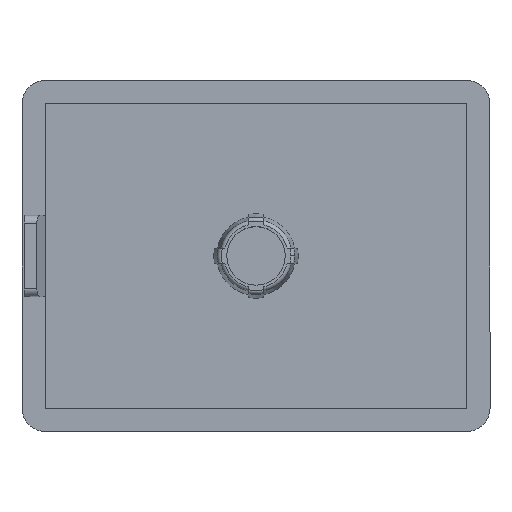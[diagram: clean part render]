
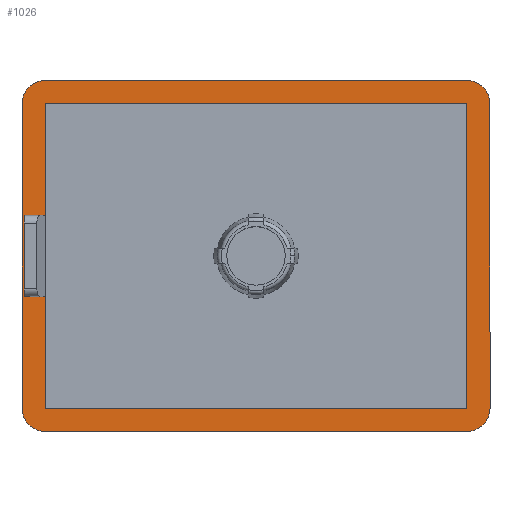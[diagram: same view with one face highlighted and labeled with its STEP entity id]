
A CAD part, top view. The second image highlights one B-rep face of the part: STEP entity #1026.
In plain terms, the highlighted planar face has unit normal (0, 0, 1).
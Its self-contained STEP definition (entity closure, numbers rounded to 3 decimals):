
#84 = CARTESIAN_POINT ( 'NONE',  ( 30., 5.2, 4. ) ) ;
#100 = DIRECTION ( 'NONE',  ( 0., 1., 0. ) ) ;
#103 = CARTESIAN_POINT ( 'NONE',  ( -27., -19.5, 4. ) ) ;
#117 = DIRECTION ( 'NONE',  ( 1., 0., 0. ) ) ;
#119 = DIRECTION ( 'NONE',  ( 0., 1., 0. ) ) ;
#120 = DIRECTION ( 'NONE',  ( -1., 0., 0. ) ) ;
#122 = CARTESIAN_POINT ( 'NONE',  ( -27., 19.5, 4. ) ) ;
#123 = DIRECTION ( 'NONE',  ( 0., -1., 0. ) ) ;
#124 = CARTESIAN_POINT ( 'NONE',  ( -27., 19.5, 4. ) ) ;
#125 = DIRECTION ( 'NONE',  ( 1., 0., 0. ) ) ;
#208 = CARTESIAN_POINT ( 'NONE',  ( -27., -5.2, 4. ) ) ;
#277 = AXIS2_PLACEMENT_3D ( 'NONE', #663, #662, #667 ) ;
#312 = EDGE_LOOP ( 'NONE', ( #1577, #1542, #1557, #1590, #1560, #1561, #1562, #1563 ) ) ;
#327 = EDGE_LOOP ( 'NONE', ( #1545, #1554, #1558, #1595, #1584, #1573, #1576, #1575 ) ) ;
#328 = VERTEX_POINT ( 'NONE', #208 ) ;
#455 = AXIS2_PLACEMENT_3D ( 'NONE', #1075, #1074, #1073 ) ;
#456 = AXIS2_PLACEMENT_3D ( 'NONE', #1069, #1068, #1065 ) ;
#457 = AXIS2_PLACEMENT_3D ( 'NONE', #1062, #1060, #1059 ) ;
#458 = AXIS2_PLACEMENT_3D ( 'NONE', #1054, #1053, #1052 ) ;
#545 = EDGE_CURVE ( 'NONE', #1629, #1708, #1999, .T. ) ;
#546 = EDGE_CURVE ( 'NONE', #1708, #1610, #1997, .T. ) ;
#547 = EDGE_CURVE ( 'NONE', #1610, #1617, #2003, .T. ) ;
#548 = EDGE_CURVE ( 'NONE', #1617, #1611, #2004, .T. ) ;
#549 = EDGE_CURVE ( 'NONE', #1611, #1614, #2006, .T. ) ;
#550 = EDGE_CURVE ( 'NONE', #1614, #1615, #2007, .T. ) ;
#551 = EDGE_CURVE ( 'NONE', #1615, #1612, #2009, .T. ) ;
#552 = EDGE_CURVE ( 'NONE', #1612, #1629, #2010, .T. ) ;
#553 = EDGE_CURVE ( 'NONE', #328, #1613, #2012, .T. ) ;
#554 = EDGE_CURVE ( 'NONE', #328, #1620, #2001, .T. ) ;
#555 = EDGE_CURVE ( 'NONE', #1620, #1609, #2013, .T. ) ;
#556 = EDGE_CURVE ( 'NONE', #1609, #1630, #2017, .T. ) ;
#557 = EDGE_CURVE ( 'NONE', #1707, #1630, #2019, .T. ) ;
#558 = EDGE_CURVE ( 'NONE', #1709, #1707, #2021, .T. ) ;
#559 = EDGE_CURVE ( 'NONE', #1616, #1709, #2015, .T. ) ;
#560 = EDGE_CURVE ( 'NONE', #1613, #1616, #2023, .T. ) ;
#662 = DIRECTION ( 'NONE',  ( 0., 0., 1. ) ) ;
#663 = CARTESIAN_POINT ( 'NONE',  ( 30., 22.5, 4. ) ) ;
#665 = PLANE ( 'NONE',  #277 ) ;
#667 = DIRECTION ( 'NONE',  ( 1., 0., 0. ) ) ;
#730 = CARTESIAN_POINT ( 'NONE',  ( 27., -22.5, 4. ) ) ;
#742 = CARTESIAN_POINT ( 'NONE',  ( 30., 19.5, 4. ) ) ;
#745 = CARTESIAN_POINT ( 'NONE',  ( 27., -19.5, 4. ) ) ;
#746 = CARTESIAN_POINT ( 'NONE',  ( -29.7, 5.2, 4. ) ) ;
#747 = CARTESIAN_POINT ( 'NONE',  ( -30., 19.5, 4. ) ) ;
#748 = CARTESIAN_POINT ( 'NONE',  ( -27., -22.5, 4. ) ) ;
#749 = CARTESIAN_POINT ( 'NONE',  ( -27., -19.5, 4. ) ) ;
#750 = CARTESIAN_POINT ( 'NONE',  ( 30., -19.5, 4. ) ) ;
#751 = CARTESIAN_POINT ( 'NONE',  ( -30., -19.5, 4. ) ) ;
#754 = CARTESIAN_POINT ( 'NONE',  ( -29.7, -5.2, 4. ) ) ;
#763 = CARTESIAN_POINT ( 'NONE',  ( 27., 22.5, 4. ) ) ;
#764 = CARTESIAN_POINT ( 'NONE',  ( -27., 5.2, 4. ) ) ;
#765 = CARTESIAN_POINT ( 'NONE',  ( -27., 22.5, 4. ) ) ;
#771 = CARTESIAN_POINT ( 'NONE',  ( -27., 19.5, 4. ) ) ;
#772 = CARTESIAN_POINT ( 'NONE',  ( 27., 19.5, 4. ) ) ;
#1026 = ADVANCED_FACE ( 'NONE', ( #2180, #2191 ), #665, .T. ) ;
#1047 = DIRECTION ( 'NONE',  ( -1., 0., 0. ) ) ;
#1051 = CARTESIAN_POINT ( 'NONE',  ( 27., 19.5, 4. ) ) ;
#1052 = DIRECTION ( 'NONE',  ( 1., 0., 0. ) ) ;
#1053 = DIRECTION ( 'NONE',  ( 0., 0., 1. ) ) ;
#1054 = CARTESIAN_POINT ( 'NONE',  ( 27., 19.5, 4. ) ) ;
#1055 = CARTESIAN_POINT ( 'NONE',  ( 30., -5.2, 4. ) ) ;
#1056 = CARTESIAN_POINT ( 'NONE',  ( -29.7, 22.5, 4. ) ) ;
#1059 = DIRECTION ( 'NONE',  ( 1., 0., 0. ) ) ;
#1060 = DIRECTION ( 'NONE',  ( 0., 0., 1. ) ) ;
#1062 = CARTESIAN_POINT ( 'NONE',  ( 27., -19.5, 4. ) ) ;
#1063 = DIRECTION ( 'NONE',  ( 0., -1., 0. ) ) ;
#1064 = CARTESIAN_POINT ( 'NONE',  ( -27., 19.5, 4. ) ) ;
#1065 = DIRECTION ( 'NONE',  ( 1., 0., 0. ) ) ;
#1068 = DIRECTION ( 'NONE',  ( 0., 0., 1. ) ) ;
#1069 = CARTESIAN_POINT ( 'NONE',  ( -27., -19.5, 4. ) ) ;
#1070 = DIRECTION ( 'NONE',  ( 0., 1., 0. ) ) ;
#1071 = CARTESIAN_POINT ( 'NONE',  ( 30., 22.5, 4. ) ) ;
#1073 = DIRECTION ( 'NONE',  ( 1., 0., 0. ) ) ;
#1074 = DIRECTION ( 'NONE',  ( 0., 0., 1. ) ) ;
#1075 = CARTESIAN_POINT ( 'NONE',  ( -27., 19.5, 4. ) ) ;
#1076 = DIRECTION ( 'NONE',  ( 1., 0., 0. ) ) ;
#1078 = CARTESIAN_POINT ( 'NONE',  ( -30., -22.5, 4. ) ) ;
#1079 = DIRECTION ( 'NONE',  ( -1., 0., 0. ) ) ;
#1080 = CARTESIAN_POINT ( 'NONE',  ( -30., 22.5, 4. ) ) ;
#1082 = CARTESIAN_POINT ( 'NONE',  ( -30., 22.5, 4. ) ) ;
#1087 = DIRECTION ( 'NONE',  ( 0., -1., 0. ) ) ;
#1542 = ORIENTED_EDGE ( 'NONE', *, *, #554, .T. ) ;
#1545 = ORIENTED_EDGE ( 'NONE', *, *, #545, .T. ) ;
#1554 = ORIENTED_EDGE ( 'NONE', *, *, #546, .T. ) ;
#1557 = ORIENTED_EDGE ( 'NONE', *, *, #555, .T. ) ;
#1558 = ORIENTED_EDGE ( 'NONE', *, *, #547, .T. ) ;
#1560 = ORIENTED_EDGE ( 'NONE', *, *, #557, .F. ) ;
#1561 = ORIENTED_EDGE ( 'NONE', *, *, #558, .F. ) ;
#1562 = ORIENTED_EDGE ( 'NONE', *, *, #559, .F. ) ;
#1563 = ORIENTED_EDGE ( 'NONE', *, *, #560, .F. ) ;
#1573 = ORIENTED_EDGE ( 'NONE', *, *, #550, .T. ) ;
#1575 = ORIENTED_EDGE ( 'NONE', *, *, #552, .T. ) ;
#1576 = ORIENTED_EDGE ( 'NONE', *, *, #551, .T. ) ;
#1577 = ORIENTED_EDGE ( 'NONE', *, *, #553, .F. ) ;
#1584 = ORIENTED_EDGE ( 'NONE', *, *, #549, .T. ) ;
#1590 = ORIENTED_EDGE ( 'NONE', *, *, #556, .T. ) ;
#1595 = ORIENTED_EDGE ( 'NONE', *, *, #548, .T. ) ;
#1609 = VERTEX_POINT ( 'NONE', #746 ) ;
#1610 = VERTEX_POINT ( 'NONE', #747 ) ;
#1611 = VERTEX_POINT ( 'NONE', #748 ) ;
#1612 = VERTEX_POINT ( 'NONE', #742 ) ;
#1613 = VERTEX_POINT ( 'NONE', #749 ) ;
#1614 = VERTEX_POINT ( 'NONE', #730 ) ;
#1615 = VERTEX_POINT ( 'NONE', #750 ) ;
#1616 = VERTEX_POINT ( 'NONE', #745 ) ;
#1617 = VERTEX_POINT ( 'NONE', #751 ) ;
#1620 = VERTEX_POINT ( 'NONE', #754 ) ;
#1629 = VERTEX_POINT ( 'NONE', #763 ) ;
#1630 = VERTEX_POINT ( 'NONE', #764 ) ;
#1707 = VERTEX_POINT ( 'NONE', #771 ) ;
#1708 = VERTEX_POINT ( 'NONE', #765 ) ;
#1709 = VERTEX_POINT ( 'NONE', #772 ) ;
#1997 = CIRCLE ( 'NONE', #455, 3. ) ;
#1999 = LINE ( 'NONE', #1082, #2002 ) ;
#2001 = LINE ( 'NONE', #1055, #2016 ) ;
#2002 = VECTOR ( 'NONE', #1079, 1000. ) ;
#2003 = LINE ( 'NONE', #1080, #2005 ) ;
#2004 = CIRCLE ( 'NONE', #456, 3. ) ;
#2005 = VECTOR ( 'NONE', #1087, 1000. ) ;
#2006 = LINE ( 'NONE', #1078, #2008 ) ;
#2007 = CIRCLE ( 'NONE', #457, 3. ) ;
#2008 = VECTOR ( 'NONE', #1076, 1000. ) ;
#2009 = LINE ( 'NONE', #1071, #2011 ) ;
#2010 = CIRCLE ( 'NONE', #458, 3. ) ;
#2011 = VECTOR ( 'NONE', #1070, 1000. ) ;
#2012 = LINE ( 'NONE', #1064, #2014 ) ;
#2013 = LINE ( 'NONE', #1056, #2018 ) ;
#2014 = VECTOR ( 'NONE', #1063, 1000. ) ;
#2015 = LINE ( 'NONE', #1051, #2026 ) ;
#2016 = VECTOR ( 'NONE', #1047, 1000. ) ;
#2017 = LINE ( 'NONE', #84, #2020 ) ;
#2018 = VECTOR ( 'NONE', #100, 1000. ) ;
#2019 = LINE ( 'NONE', #124, #2022 ) ;
#2020 = VECTOR ( 'NONE', #125, 1000. ) ;
#2021 = LINE ( 'NONE', #122, #2024 ) ;
#2022 = VECTOR ( 'NONE', #123, 1000. ) ;
#2023 = LINE ( 'NONE', #103, #2028 ) ;
#2024 = VECTOR ( 'NONE', #120, 1000. ) ;
#2026 = VECTOR ( 'NONE', #119, 1000. ) ;
#2028 = VECTOR ( 'NONE', #117, 1000. ) ;
#2180 = FACE_OUTER_BOUND ( 'NONE', #327, .T. ) ;
#2191 = FACE_BOUND ( 'NONE', #312, .T. ) ;
